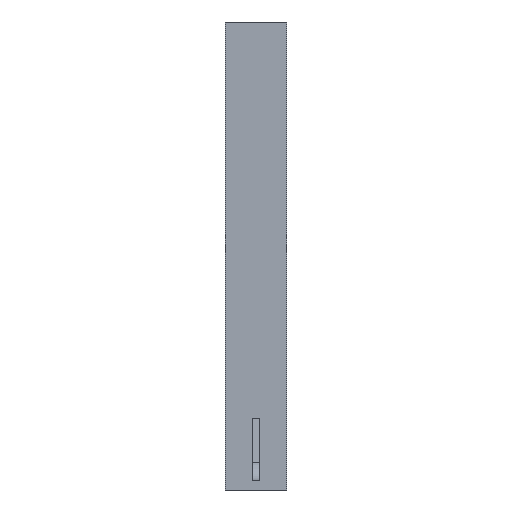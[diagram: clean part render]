
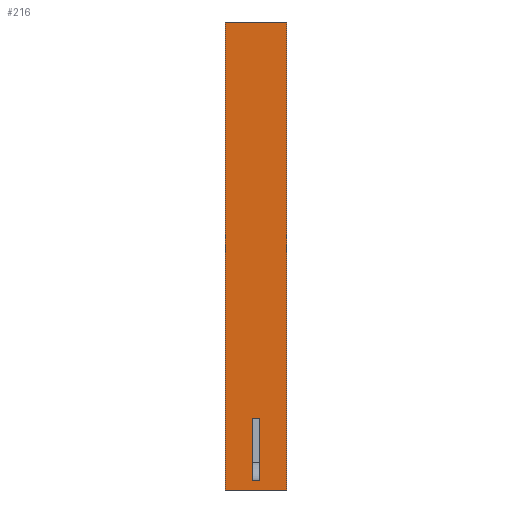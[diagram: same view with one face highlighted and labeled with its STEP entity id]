
A CAD part, front view. The second image highlights one B-rep face of the part: STEP entity #216.
In plain terms, the highlighted planar face has unit normal (0, -1, 0).
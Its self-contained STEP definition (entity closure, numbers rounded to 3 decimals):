
#32 = VERTEX_POINT ( 'NONE', #3399 ) ;
#82 = VERTEX_POINT ( 'NONE', #2931 ) ;
#95 = AXIS2_PLACEMENT_3D ( 'NONE', #1019, #550, #3344 ) ;
#96 = LINE ( 'NONE', #3488, #3389 ) ;
#136 = DIRECTION ( 'NONE',  ( 0., 0., -1. ) ) ;
#141 = VECTOR ( 'NONE', #898, 1000. ) ;
#161 = DIRECTION ( 'NONE',  ( -1., 0., 0. ) ) ;
#179 = VECTOR ( 'NONE', #161, 1000. ) ;
#216 = ADVANCED_FACE ( 'NONE', ( #703, #1836 ), #2692, .T. ) ;
#252 = ORIENTED_EDGE ( 'NONE', *, *, #1850, .T. ) ;
#319 = ORIENTED_EDGE ( 'NONE', *, *, #2242, .F. ) ;
#521 = CARTESIAN_POINT ( 'NONE',  ( 3.5, 0., 0. ) ) ;
#534 = CARTESIAN_POINT ( 'NONE',  ( 0., 0., -193.381 ) ) ;
#539 = VECTOR ( 'NONE', #1866, 1000. ) ;
#550 = DIRECTION ( 'NONE',  ( 0., -1., 0. ) ) ;
#622 = CARTESIAN_POINT ( 'NONE',  ( 3.5, 0., -223.381 ) ) ;
#653 = VECTOR ( 'NONE', #2315, 1000. ) ;
#658 = DIRECTION ( 'NONE',  ( 0., 0., 1. ) ) ;
#677 = LINE ( 'NONE', #2329, #1727 ) ;
#703 = FACE_OUTER_BOUND ( 'NONE', #712, .T. ) ;
#712 = EDGE_LOOP ( 'NONE', ( #1188, #319, #2141, #1849 ) ) ;
#765 = LINE ( 'NONE', #3037, #179 ) ;
#818 = ORIENTED_EDGE ( 'NONE', *, *, #2029, .T. ) ;
#898 = DIRECTION ( 'NONE',  ( -1., 0., 0. ) ) ;
#937 = DIRECTION ( 'NONE',  ( 1., 0., 0. ) ) ;
#938 = LINE ( 'NONE', #622, #141 ) ;
#1017 = LINE ( 'NONE', #3288, #3671 ) ;
#1019 = CARTESIAN_POINT ( 'NONE',  ( -28.25, 0., 0. ) ) ;
#1037 = LINE ( 'NONE', #2694, #2641 ) ;
#1188 = ORIENTED_EDGE ( 'NONE', *, *, #1862, .F. ) ;
#1301 = EDGE_CURVE ( 'NONE', #3379, #2305, #677, .T. ) ;
#1329 = CARTESIAN_POINT ( 'NONE',  ( 3.5, 0., -193.381 ) ) ;
#1341 = VERTEX_POINT ( 'NONE', #1477 ) ;
#1451 = CARTESIAN_POINT ( 'NONE',  ( 16.75, 0., 0. ) ) ;
#1477 = CARTESIAN_POINT ( 'NONE',  ( -13.25, 0., -228. ) ) ;
#1727 = VECTOR ( 'NONE', #658, 1000. ) ;
#1836 = FACE_BOUND ( 'NONE', #2445, .T. ) ;
#1849 = ORIENTED_EDGE ( 'NONE', *, *, #3154, .F. ) ;
#1850 = EDGE_CURVE ( 'NONE', #3421, #82, #3296, .T. ) ;
#1862 = EDGE_CURVE ( 'NONE', #32, #1341, #765, .T. ) ;
#1866 = DIRECTION ( 'NONE',  ( 0., 0., -1. ) ) ;
#2029 = EDGE_CURVE ( 'NONE', #82, #3379, #938, .T. ) ;
#2035 = CARTESIAN_POINT ( 'NONE',  ( -28.25, 0., -193.381 ) ) ;
#2141 = ORIENTED_EDGE ( 'NONE', *, *, #2781, .F. ) ;
#2242 = EDGE_CURVE ( 'NONE', #3334, #32, #1037, .T. ) ;
#2305 = VERTEX_POINT ( 'NONE', #534 ) ;
#2315 = DIRECTION ( 'NONE',  ( 1., 0., 0. ) ) ;
#2329 = CARTESIAN_POINT ( 'NONE',  ( 0., 0., -229.881 ) ) ;
#2445 = EDGE_LOOP ( 'NONE', ( #818, #2688, #3645, #252 ) ) ;
#2600 = VERTEX_POINT ( 'NONE', #3620 ) ;
#2641 = VECTOR ( 'NONE', #136, 1000. ) ;
#2665 = CARTESIAN_POINT ( 'NONE',  ( 0., 0., -223.381 ) ) ;
#2688 = ORIENTED_EDGE ( 'NONE', *, *, #1301, .T. ) ;
#2692 = PLANE ( 'NONE',  #95 ) ;
#2694 = CARTESIAN_POINT ( 'NONE',  ( 16.75, 0., 0. ) ) ;
#2781 = EDGE_CURVE ( 'NONE', #2600, #3334, #96, .T. ) ;
#2897 = EDGE_CURVE ( 'NONE', #2305, #3421, #3485, .T. ) ;
#2931 = CARTESIAN_POINT ( 'NONE',  ( 3.5, 0., -223.381 ) ) ;
#3011 = DIRECTION ( 'NONE',  ( 0., 0., 1. ) ) ;
#3037 = CARTESIAN_POINT ( 'NONE',  ( 16.75, 0., -228. ) ) ;
#3154 = EDGE_CURVE ( 'NONE', #1341, #2600, #1017, .T. ) ;
#3288 = CARTESIAN_POINT ( 'NONE',  ( -13.25, 0., -250. ) ) ;
#3296 = LINE ( 'NONE', #521, #539 ) ;
#3334 = VERTEX_POINT ( 'NONE', #1451 ) ;
#3344 = DIRECTION ( 'NONE',  ( 0., 0., -1. ) ) ;
#3379 = VERTEX_POINT ( 'NONE', #2665 ) ;
#3389 = VECTOR ( 'NONE', #937, 1000. ) ;
#3399 = CARTESIAN_POINT ( 'NONE',  ( 16.75, 0., -228. ) ) ;
#3421 = VERTEX_POINT ( 'NONE', #1329 ) ;
#3485 = LINE ( 'NONE', #2035, #653 ) ;
#3488 = CARTESIAN_POINT ( 'NONE',  ( -28.25, 0., 0. ) ) ;
#3620 = CARTESIAN_POINT ( 'NONE',  ( -13.25, 0., 0. ) ) ;
#3645 = ORIENTED_EDGE ( 'NONE', *, *, #2897, .T. ) ;
#3671 = VECTOR ( 'NONE', #3011, 1000. ) ;
